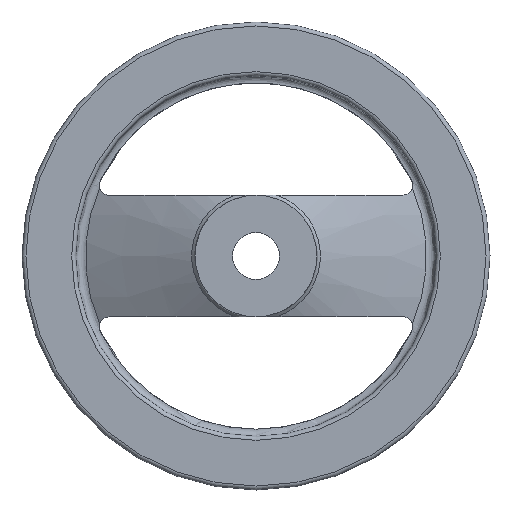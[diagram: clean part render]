
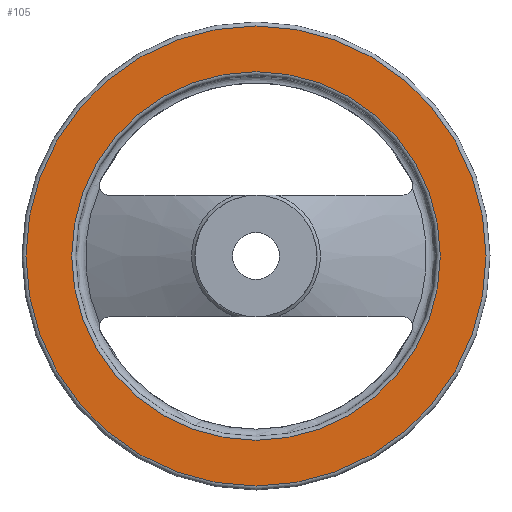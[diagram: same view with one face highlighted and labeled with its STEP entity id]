
A CAD part, left-side view. The second image highlights one B-rep face of the part: STEP entity #105.
In plain terms, the highlighted planar face has unit normal (-1, 0, 0).
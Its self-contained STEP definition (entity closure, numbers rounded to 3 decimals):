
#105 = ADVANCED_FACE( '', ( #218, #219 ), #220, .F. );
#218 = FACE_OUTER_BOUND( '', #327, .T. );
#219 = FACE_BOUND( '', #328, .T. );
#220 = PLANE( '', #329 );
#327 = EDGE_LOOP( '', ( #563 ) );
#328 = EDGE_LOOP( '', ( #564 ) );
#329 = AXIS2_PLACEMENT_3D( '', #565, #566, #567 );
#563 = ORIENTED_EDGE( '', *, *, #582, .F. );
#564 = ORIENTED_EDGE( '', *, *, #637, .T. );
#565 = CARTESIAN_POINT( '', ( 16.15, 39.375, 0. ) );
#566 = DIRECTION( '', ( 1., 0., 0. ) );
#567 = DIRECTION( '', ( 0., 0., -1. ) );
#582 = EDGE_CURVE( '', #674, #674, #675, .T. );
#637 = EDGE_CURVE( '', #766, #766, #767, .T. );
#674 = VERTEX_POINT( '', #811 );
#675 = CIRCLE( '', #812, 49.15 );
#766 = VERTEX_POINT( '', #1177 );
#767 = CIRCLE( '', #1178, 39.375 );
#811 = CARTESIAN_POINT( '', ( 16.15, 0., -49.15 ) );
#812 = AXIS2_PLACEMENT_3D( '', #1251, #1252, #1253 );
#1177 = CARTESIAN_POINT( '', ( 16.15, 0., -39.375 ) );
#1178 = AXIS2_PLACEMENT_3D( '', #1296, #1297, #1298 );
#1251 = CARTESIAN_POINT( '', ( 16.15, 0., 0. ) );
#1252 = DIRECTION( '', ( 1., 0., 0. ) );
#1253 = DIRECTION( '', ( 0., 0., -1. ) );
#1296 = CARTESIAN_POINT( '', ( 16.15, 0., 0. ) );
#1297 = DIRECTION( '', ( 1., 0., 0. ) );
#1298 = DIRECTION( '', ( 0., 0., -1. ) );
